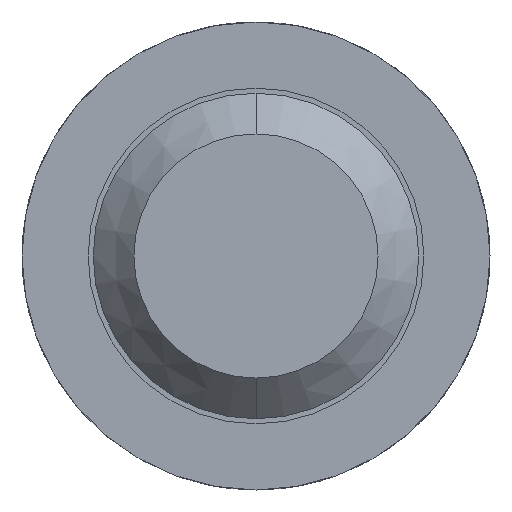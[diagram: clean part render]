
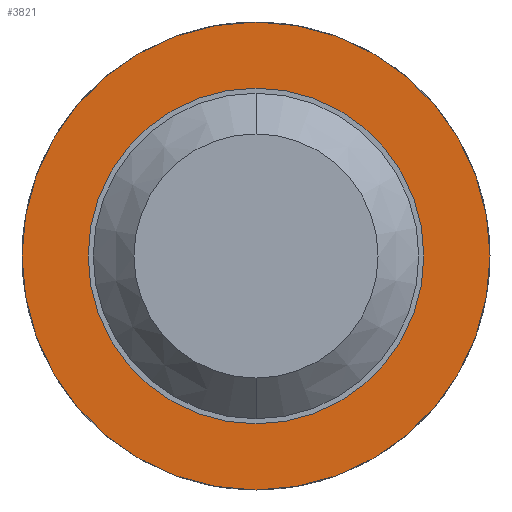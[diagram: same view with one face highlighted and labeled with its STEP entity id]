
A CAD part, front view. The second image highlights one B-rep face of the part: STEP entity #3821.
In plain terms, the highlighted planar face has unit normal (0, -1, 0).
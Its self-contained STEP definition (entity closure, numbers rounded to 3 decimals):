
#47 = EDGE_LOOP ( 'NONE', ( #1592, #1759 ) ) ;
#231 = EDGE_CURVE ( 'NONE', #700, #4599, #1864, .T. ) ;
#398 = EDGE_CURVE ( 'NONE', #3979, #4873, #4869, .T. ) ;
#411 = DIRECTION ( 'NONE',  ( 0., -1., 0. ) ) ;
#426 = AXIS2_PLACEMENT_3D ( 'NONE', #1005, #1371, #1752 ) ;
#568 = PLANE ( 'NONE',  #426 ) ;
#683 = CARTESIAN_POINT ( 'NONE',  ( 0., -1.5, -0.825 ) ) ;
#700 = VERTEX_POINT ( 'NONE', #4415 ) ;
#838 = EDGE_CURVE ( 'NONE', #4873, #3979, #1344, .T. ) ;
#1005 = CARTESIAN_POINT ( 'NONE',  ( 0.825, -1.5, 0. ) ) ;
#1158 = DIRECTION ( 'NONE',  ( 0., 0., 1. ) ) ;
#1220 = CARTESIAN_POINT ( 'NONE',  ( 0., -1.5, 0.825 ) ) ;
#1344 = CIRCLE ( 'NONE', #3506, 0.825 ) ;
#1371 = DIRECTION ( 'NONE',  ( 0., 1., 0. ) ) ;
#1592 = ORIENTED_EDGE ( 'NONE', *, *, #838, .F. ) ;
#1664 = DIRECTION ( 'NONE',  ( 0., 0., 1. ) ) ;
#1729 = CARTESIAN_POINT ( 'NONE',  ( 0., -1.5, 0. ) ) ;
#1752 = DIRECTION ( 'NONE',  ( 0., 0., 1. ) ) ;
#1759 = ORIENTED_EDGE ( 'NONE', *, *, #398, .F. ) ;
#1864 = CIRCLE ( 'NONE', #4843, 1.15 ) ;
#1952 = ORIENTED_EDGE ( 'NONE', *, *, #231, .F. ) ;
#2291 = DIRECTION ( 'NONE',  ( 0., 0., 1. ) ) ;
#2325 = CARTESIAN_POINT ( 'NONE',  ( 0., -1.5, 0. ) ) ;
#2412 = AXIS2_PLACEMENT_3D ( 'NONE', #3068, #411, #1158 ) ;
#2444 = DIRECTION ( 'NONE',  ( 0., -1., 0. ) ) ;
#2595 = CARTESIAN_POINT ( 'NONE',  ( 0., -1.5, 1.15 ) ) ;
#2631 = DIRECTION ( 'NONE',  ( 0., 1., 0. ) ) ;
#2890 = AXIS2_PLACEMENT_3D ( 'NONE', #1729, #3653, #4385 ) ;
#3068 = CARTESIAN_POINT ( 'NONE',  ( 0., -1.5, 0. ) ) ;
#3248 = EDGE_LOOP ( 'NONE', ( #3492, #1952 ) ) ;
#3485 = CIRCLE ( 'NONE', #2890, 1.15 ) ;
#3492 = ORIENTED_EDGE ( 'NONE', *, *, #4226, .F. ) ;
#3506 = AXIS2_PLACEMENT_3D ( 'NONE', #2325, #2444, #1664 ) ;
#3653 = DIRECTION ( 'NONE',  ( 0., 1., 0. ) ) ;
#3661 = FACE_OUTER_BOUND ( 'NONE', #3248, .T. ) ;
#3821 = ADVANCED_FACE ( 'Defeature ausgef�hrt1_14', ( #4755, #3661 ), #568, .F. ) ;
#3979 = VERTEX_POINT ( 'NONE', #683 ) ;
#4226 = EDGE_CURVE ( 'NONE', #4599, #700, #3485, .T. ) ;
#4385 = DIRECTION ( 'NONE',  ( 0., 0., 1. ) ) ;
#4415 = CARTESIAN_POINT ( 'NONE',  ( 0., -1.5, -1.15 ) ) ;
#4599 = VERTEX_POINT ( 'NONE', #2595 ) ;
#4755 = FACE_BOUND ( 'NONE', #47, .T. ) ;
#4843 = AXIS2_PLACEMENT_3D ( 'NONE', #4942, #2631, #2291 ) ;
#4869 = CIRCLE ( 'NONE', #2412, 0.825 ) ;
#4873 = VERTEX_POINT ( 'NONE', #1220 ) ;
#4942 = CARTESIAN_POINT ( 'NONE',  ( 0., -1.5, 0. ) ) ;
